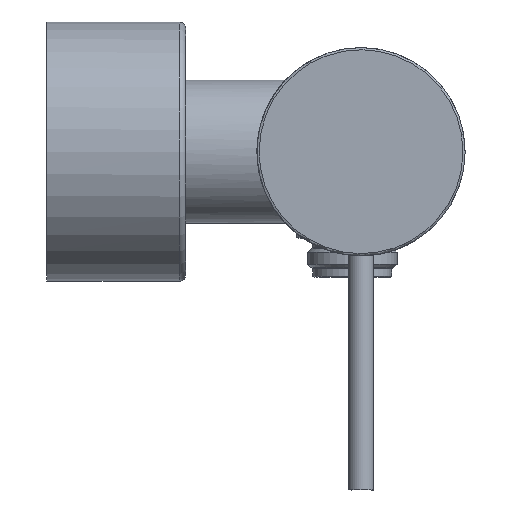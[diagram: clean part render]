
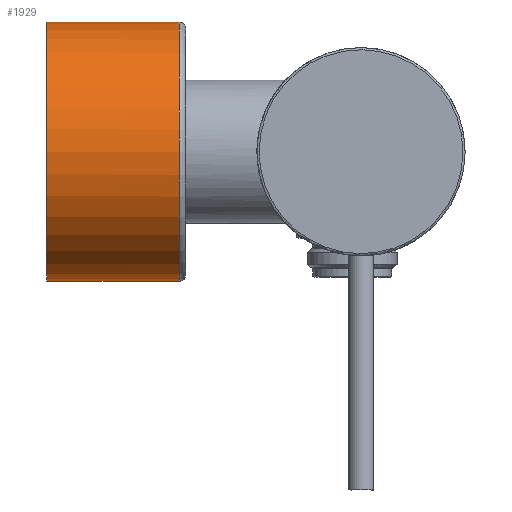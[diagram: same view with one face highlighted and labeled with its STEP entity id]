
A CAD part, left-side view. The second image highlights one B-rep face of the part: STEP entity #1929.
In plain terms, the highlighted cylindrical face has radius 29.9 mm (diameter 59.8 mm), a full revolution.
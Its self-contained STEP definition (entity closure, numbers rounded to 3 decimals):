
#299=CYLINDRICAL_SURFACE('',#2597,29.9);
#419=LINE('',#4508,#500);
#500=VECTOR('',#3316,29.9);
#628=FACE_OUTER_BOUND('',#771,.T.);
#771=EDGE_LOOP('',(#1762,#1763,#1764,#1765,#1766));
#900=CIRCLE('',#2587,29.9);
#905=CIRCLE('',#2595,29.9);
#906=CIRCLE('',#2596,29.9);
#1059=VERTEX_POINT('',#4491);
#1063=VERTEX_POINT('',#4502);
#1064=VERTEX_POINT('',#4504);
#1294=EDGE_CURVE('',#1059,#1059,#900,.T.);
#1299=EDGE_CURVE('',#1064,#1063,#905,.T.);
#1300=EDGE_CURVE('',#1063,#1064,#906,.T.);
#1301=EDGE_CURVE('',#1064,#1059,#419,.T.);
#1762=ORIENTED_EDGE('',*,*,#1300,.T.);
#1763=ORIENTED_EDGE('',*,*,#1301,.T.);
#1764=ORIENTED_EDGE('',*,*,#1294,.F.);
#1765=ORIENTED_EDGE('',*,*,#1301,.F.);
#1766=ORIENTED_EDGE('',*,*,#1299,.T.);
#1929=ADVANCED_FACE('',(#628),#299,.T.);
#2587=AXIS2_PLACEMENT_3D('',#4492,#3294,#3295);
#2595=AXIS2_PLACEMENT_3D('',#4505,#3310,#3311);
#2596=AXIS2_PLACEMENT_3D('',#4506,#3312,#3313);
#2597=AXIS2_PLACEMENT_3D('',#4507,#3314,#3315);
#3294=DIRECTION('center_axis',(0.,1.,0.));
#3295=DIRECTION('ref_axis',(1.,0.,0.));
#3310=DIRECTION('center_axis',(0.,1.,0.));
#3311=DIRECTION('ref_axis',(1.,0.,0.));
#3312=DIRECTION('center_axis',(0.,1.,0.));
#3313=DIRECTION('ref_axis',(1.,0.,0.));
#3314=DIRECTION('center_axis',(0.,-1.,0.));
#3315=DIRECTION('ref_axis',(-1.,0.,0.));
#3316=DIRECTION('',(0.,1.,0.));
#4491=CARTESIAN_POINT('',(111.9,2.935,-0.789));
#4492=CARTESIAN_POINT('Origin',(82.,2.935,-0.789));
#4502=CARTESIAN_POINT('',(52.1,-27.565,-0.937));
#4504=CARTESIAN_POINT('',(111.9,-27.565,-0.789));
#4505=CARTESIAN_POINT('Origin',(82.,-27.565,-0.789));
#4506=CARTESIAN_POINT('Origin',(82.,-27.565,-0.789));
#4507=CARTESIAN_POINT('Origin',(82.,4.535,-0.789));
#4508=CARTESIAN_POINT('',(111.9,4.535,-0.789));
